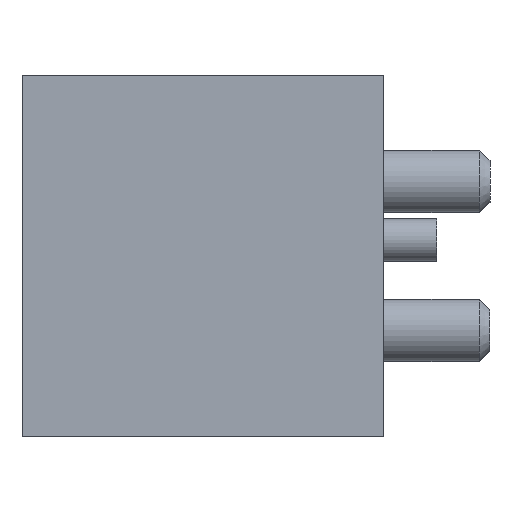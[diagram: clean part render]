
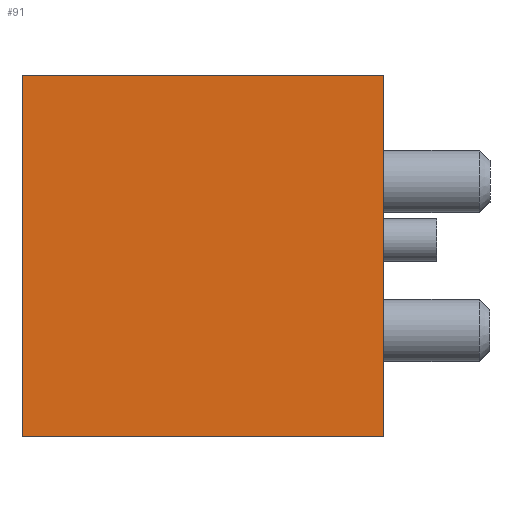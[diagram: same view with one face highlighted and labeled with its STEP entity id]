
A CAD part, left-side view. The second image highlights one B-rep face of the part: STEP entity #91.
In plain terms, the highlighted planar face has unit normal (-1, 0, 0).
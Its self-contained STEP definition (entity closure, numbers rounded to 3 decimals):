
#91=ADVANCED_FACE('',(#137),#119,.T.);
#119=PLANE('',#442);
#137=FACE_OUTER_BOUND('',#163,.T.);
#163=EDGE_LOOP('',(#229,#230,#231,#232));
#229=ORIENTED_EDGE('',*,*,#352,.F.);
#230=ORIENTED_EDGE('',*,*,#351,.F.);
#231=ORIENTED_EDGE('',*,*,#344,.T.);
#232=ORIENTED_EDGE('',*,*,#340,.T.);
#298=VERTEX_POINT('',#619);
#304=VERTEX_POINT('',#631);
#306=VERTEX_POINT('',#640);
#310=VERTEX_POINT('',#651);
#340=EDGE_CURVE('',#298,#304,#379,.T.);
#344=EDGE_CURVE('',#306,#298,#383,.T.);
#351=EDGE_CURVE('',#306,#310,#390,.T.);
#352=EDGE_CURVE('',#310,#304,#391,.T.);
#379=LINE('',#632,#409);
#383=LINE('',#639,#413);
#390=LINE('',#653,#420);
#391=LINE('',#655,#421);
#409=VECTOR('',#502,1.);
#413=VECTOR('',#510,1.);
#420=VECTOR('',#521,1.);
#421=VECTOR('',#524,1.);
#442=AXIS2_PLACEMENT_3D('',#656,#525,#526);
#502=DIRECTION('',(0.,0.,1.));
#510=DIRECTION('',(0.,-1.,0.));
#521=DIRECTION('',(0.,0.,1.));
#524=DIRECTION('',(0.,-1.,0.));
#525=DIRECTION('',(-1.,0.,0.));
#526=DIRECTION('',(0.,-1.,0.));
#619=CARTESIAN_POINT('',(-6.,-4.,-2.));
#631=CARTESIAN_POINT('',(-6.,-4.,15.));
#632=CARTESIAN_POINT('',(-6.,-4.,-2.));
#639=CARTESIAN_POINT('',(-6.,13.,-2.));
#640=CARTESIAN_POINT('',(-6.,13.,-2.));
#651=CARTESIAN_POINT('',(-6.,13.,15.));
#653=CARTESIAN_POINT('',(-6.,13.,-2.));
#655=CARTESIAN_POINT('',(-6.,13.,15.));
#656=CARTESIAN_POINT('',(-6.,13.,-2.));
